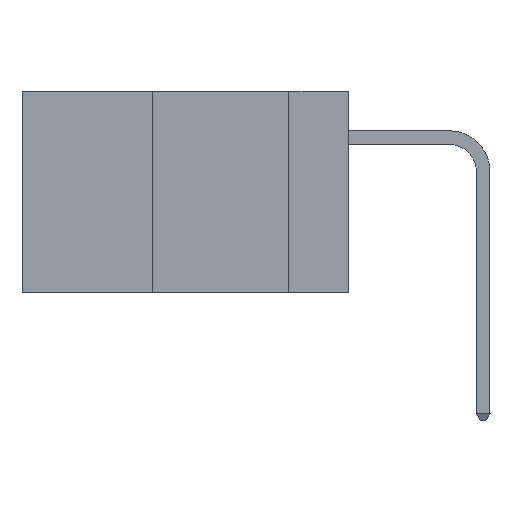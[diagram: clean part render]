
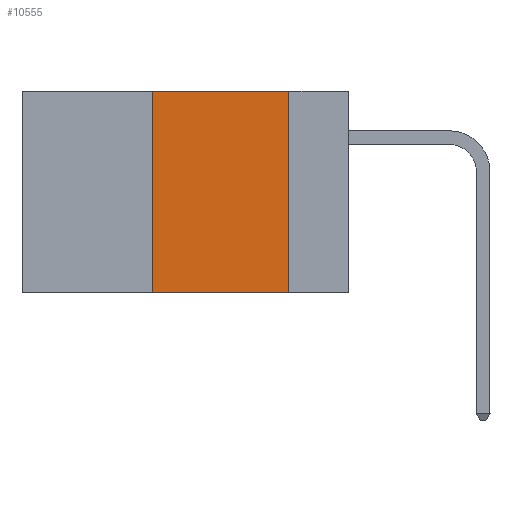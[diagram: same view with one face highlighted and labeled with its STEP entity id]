
A CAD part, left-side view. The second image highlights one B-rep face of the part: STEP entity #10555.
In plain terms, the highlighted planar face has unit normal (-1, 0, 0).
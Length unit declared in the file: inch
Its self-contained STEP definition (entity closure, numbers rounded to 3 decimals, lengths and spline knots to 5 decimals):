
#148 = ORIENTED_EDGE ( 'NONE', *, *, #3315, .F. ) ;
#189 = CARTESIAN_POINT ( 'NONE',  ( 0., 0.11, 0. ) ) ;
#425 = ORIENTED_EDGE ( 'NONE', *, *, #4742, .F. ) ;
#583 = VERTEX_POINT ( 'NONE', #26276 ) ;
#828 = VERTEX_POINT ( 'NONE', #17959 ) ;
#1598 = EDGE_LOOP ( 'NONE', ( #25035, #148, #425, #25687 ) ) ;
#3315 = EDGE_CURVE ( 'NONE', #583, #37942, #36659, .T. ) ;
#3508 = DIRECTION ( 'NONE',  ( 0., 0., -1. ) ) ;
#4742 = EDGE_CURVE ( 'NONE', #20148, #583, #12442, .T. ) ;
#6201 = CARTESIAN_POINT ( 'NONE',  ( 0., 0.36, 0. ) ) ;
#6353 = VECTOR ( 'NONE', #25463, 39.37008 ) ;
#9202 = CARTESIAN_POINT ( 'NONE',  ( 0., 0.36, -0.37 ) ) ;
#10555 = ADVANCED_FACE ( 'NONE', ( #17007 ), #13287, .F. ) ;
#10692 = LINE ( 'NONE', #32837, #33443 ) ;
#10980 = VECTOR ( 'NONE', #27953, 39.37008 ) ;
#12013 = CARTESIAN_POINT ( 'NONE',  ( 0., 0.6, 0. ) ) ;
#12442 = LINE ( 'NONE', #6201, #6353 ) ;
#13287 = PLANE ( 'NONE',  #25485 ) ;
#17007 = FACE_OUTER_BOUND ( 'NONE', #1598, .T. ) ;
#17613 = EDGE_CURVE ( 'NONE', #20148, #828, #10692, .T. ) ;
#17959 = CARTESIAN_POINT ( 'NONE',  ( 0., 0.11, -0.37 ) ) ;
#19500 = DIRECTION ( 'NONE',  ( 0., 0., -1. ) ) ;
#20148 = VERTEX_POINT ( 'NONE', #9202 ) ;
#20375 = CARTESIAN_POINT ( 'NONE',  ( 0., 0.11, 0. ) ) ;
#23493 = VECTOR ( 'NONE', #3508, 39.37008 ) ;
#25035 = ORIENTED_EDGE ( 'NONE', *, *, #28791, .F. ) ;
#25463 = DIRECTION ( 'NONE',  ( 0., 0., 1. ) ) ;
#25485 = AXIS2_PLACEMENT_3D ( 'NONE', #25723, #32126, #19500 ) ;
#25687 = ORIENTED_EDGE ( 'NONE', *, *, #17613, .T. ) ;
#25723 = CARTESIAN_POINT ( 'NONE',  ( 0., 0.6, 0. ) ) ;
#26276 = CARTESIAN_POINT ( 'NONE',  ( 0., 0.36, 0. ) ) ;
#27953 = DIRECTION ( 'NONE',  ( 0., -1., 0. ) ) ;
#28791 = EDGE_CURVE ( 'NONE', #37942, #828, #35174, .T. ) ;
#32126 = DIRECTION ( 'NONE',  ( 1., 0., 0. ) ) ;
#32837 = CARTESIAN_POINT ( 'NONE',  ( 0., 0.6, -0.37 ) ) ;
#33443 = VECTOR ( 'NONE', #36343, 39.37008 ) ;
#35174 = LINE ( 'NONE', #189, #23493 ) ;
#36343 = DIRECTION ( 'NONE',  ( 0., -1., 0. ) ) ;
#36659 = LINE ( 'NONE', #12013, #10980 ) ;
#37942 = VERTEX_POINT ( 'NONE', #20375 ) ;
